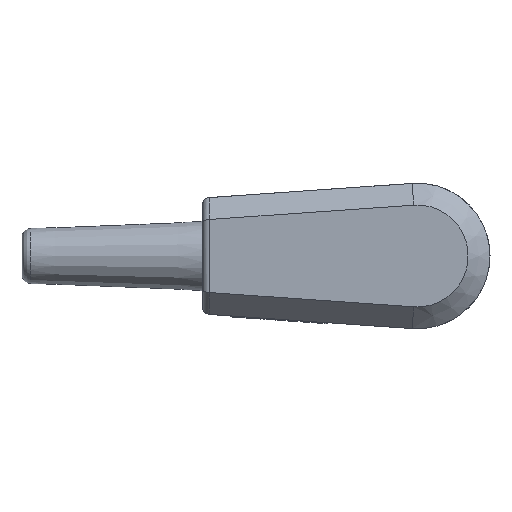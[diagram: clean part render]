
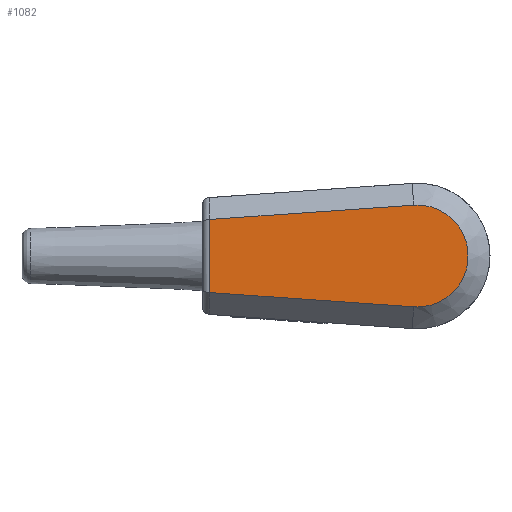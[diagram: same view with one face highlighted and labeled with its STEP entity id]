
A CAD part, left-side view. The second image highlights one B-rep face of the part: STEP entity #1082.
In plain terms, the highlighted planar face has unit normal (-1, 0, 0).
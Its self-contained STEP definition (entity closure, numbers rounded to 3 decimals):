
#787=CIRCLE('',#5592,7.);
#1082=ADVANCED_FACE('4-0-6',(#1528),#1320,.T.);
#1320=PLANE('',#5593);
#1528=FACE_OUTER_BOUND('',#1784,.T.);
#1784=EDGE_LOOP('',(#2574,#2575,#2576,#2577));
#2574=ORIENTED_EDGE('',*,*,#4169,.T.);
#2575=ORIENTED_EDGE('',*,*,#4170,.T.);
#2576=ORIENTED_EDGE('',*,*,#4171,.T.);
#2577=ORIENTED_EDGE('',*,*,#4172,.T.);
#3593=VERTEX_POINT('',#8050);
#3594=VERTEX_POINT('',#8051);
#3595=VERTEX_POINT('',#8053);
#3596=VERTEX_POINT('',#8055);
#4169=EDGE_CURVE('',#3593,#3594,#4761,.T.);
#4170=EDGE_CURVE('',#3594,#3595,#4762,.T.);
#4171=EDGE_CURVE('',#3595,#3596,#787,.T.);
#4172=EDGE_CURVE('',#3596,#3593,#4763,.T.);
#4761=LINE('',#8049,#5216);
#4762=LINE('',#8052,#5217);
#4763=LINE('',#8056,#5218);
#5216=VECTOR('',#6492,1.);
#5217=VECTOR('',#6493,1.);
#5218=VECTOR('',#6496,1.);
#5592=AXIS2_PLACEMENT_3D('',#8054,#6494,#6495);
#5593=AXIS2_PLACEMENT_3D('',#8057,#6497,#6498);
#6492=DIRECTION('',(0.,0.,-1.));
#6493=DIRECTION('',(0.,-0.998,-0.07));
#6494=DIRECTION('',(-1.,0.,0.));
#6495=DIRECTION('',(0.,0.07,-0.998));
#6496=DIRECTION('',(0.,0.998,-0.07));
#6497=DIRECTION('',(-1.,0.,0.));
#6498=DIRECTION('',(0.,0.,-1.));
#8049=CARTESIAN_POINT('',(-7.6,28.561,4.917));
#8050=CARTESIAN_POINT('',(-7.6,28.561,4.917));
#8051=CARTESIAN_POINT('',(-7.6,28.561,-5.131));
#8052=CARTESIAN_POINT('',(-7.6,28.561,-5.131));
#8053=CARTESIAN_POINT('',(-7.6,0.549,-7.09));
#8054=CARTESIAN_POINT('',(-7.6,0.061,-0.107));
#8055=CARTESIAN_POINT('',(-7.6,0.549,6.876));
#8056=CARTESIAN_POINT('',(-7.6,0.549,6.876));
#8057=CARTESIAN_POINT('',(-7.6,31.536,7.746));
